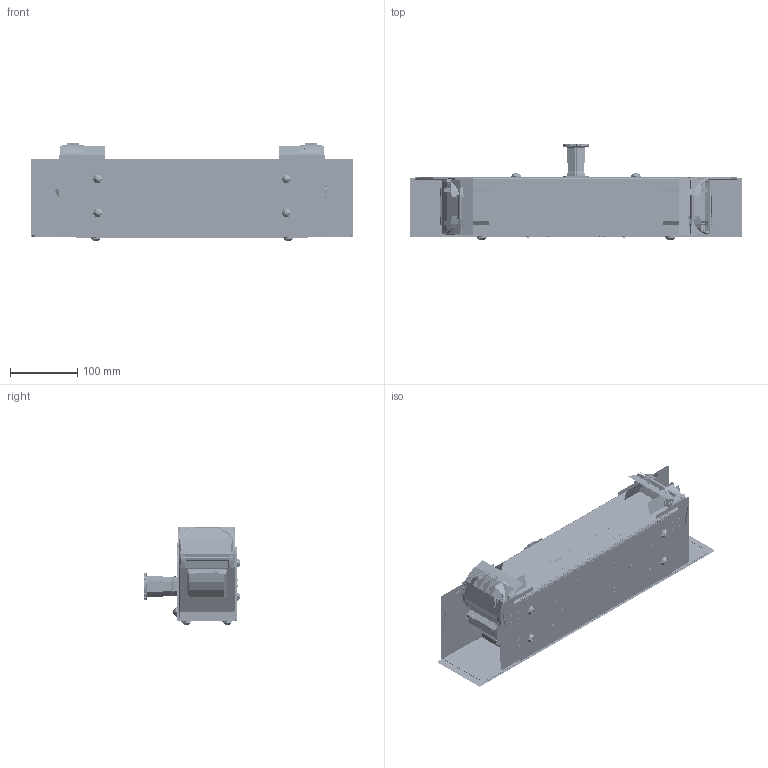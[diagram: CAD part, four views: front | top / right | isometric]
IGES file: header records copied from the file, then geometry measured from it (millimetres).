
Start section:  PTC IGES file: 193924.igs
Global section: file name: 193924.igs; native system: Creo Parametric by Parametric Technology Corporation; preprocessor: 2013230; author: pdmadmin; organization: Unknown; date: 20160307.125944; units: millimetre
Bounding box: 492.96 x 143.61 x 145.77 mm (x, y, z)
Volume: 1015978.1 mm3; surface area: 9698980.9 mm2
Topology: 75 solids, 105 shells, 17070 faces, 97709 edges, 130404 vertices
Faces by surface type: bspline 9150, revolution 7592, extrusion 328
